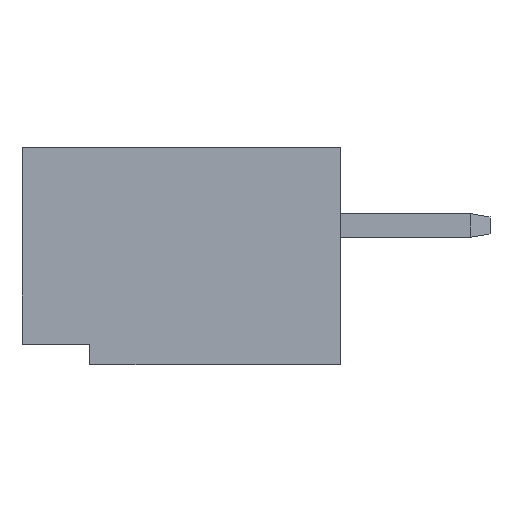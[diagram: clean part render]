
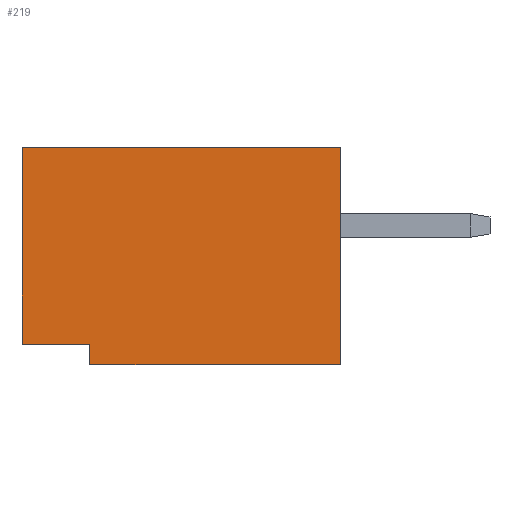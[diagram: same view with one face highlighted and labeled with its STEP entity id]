
A CAD part, left-side view. The second image highlights one B-rep face of the part: STEP entity #219.
In plain terms, the highlighted planar face has unit normal (-1, 0, 0).
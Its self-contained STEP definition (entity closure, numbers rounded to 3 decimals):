
#171 = DIRECTION ( 'NONE',  ( 1., 0., 0. ) ) ;
#219 = ADVANCED_FACE ( 'NONE', ( #4518 ), #2346, .F. ) ;
#242 = CARTESIAN_POINT ( 'NONE',  ( -3.375, 0., -2.05 ) ) ;
#268 = DIRECTION ( 'NONE',  ( 0., 0., 1. ) ) ;
#296 = EDGE_CURVE ( 'NONE', #5483, #870, #3121, .T. ) ;
#384 = EDGE_CURVE ( 'NONE', #2952, #4311, #3758, .T. ) ;
#870 = VERTEX_POINT ( 'NONE', #3445 ) ;
#885 = CARTESIAN_POINT ( 'NONE',  ( -3.375, 4.7, -1.75 ) ) ;
#1041 = AXIS2_PLACEMENT_3D ( 'NONE', #4077, #171, #1919 ) ;
#1312 = DIRECTION ( 'NONE',  ( 0., 1., 0. ) ) ;
#1364 = CARTESIAN_POINT ( 'NONE',  ( -3.375, 4.7, 1.15 ) ) ;
#1390 = ORIENTED_EDGE ( 'NONE', *, *, #2613, .T. ) ;
#1478 = DIRECTION ( 'NONE',  ( 0., 0., 1. ) ) ;
#1553 = ORIENTED_EDGE ( 'NONE', *, *, #384, .T. ) ;
#1763 = CARTESIAN_POINT ( 'NONE',  ( -3.375, 4.7, -1.75 ) ) ;
#1919 = DIRECTION ( 'NONE',  ( 0., 0., -1. ) ) ;
#1935 = VECTOR ( 'NONE', #1312, 1000. ) ;
#2047 = CARTESIAN_POINT ( 'NONE',  ( -3.375, 0., -2.05 ) ) ;
#2226 = ORIENTED_EDGE ( 'NONE', *, *, #296, .F. ) ;
#2346 = PLANE ( 'NONE',  #1041 ) ;
#2613 = EDGE_CURVE ( 'NONE', #4311, #3503, #5082, .T. ) ;
#2616 = EDGE_CURVE ( 'NONE', #3503, #4040, #5480, .T. ) ;
#2952 = VERTEX_POINT ( 'NONE', #4171 ) ;
#3121 = LINE ( 'NONE', #3984, #5146 ) ;
#3169 = DIRECTION ( 'NONE',  ( 0., -1., 0. ) ) ;
#3253 = CARTESIAN_POINT ( 'NONE',  ( -3.375, 3.7, -2.05 ) ) ;
#3259 = DIRECTION ( 'NONE',  ( 0., 0., -1. ) ) ;
#3309 = CARTESIAN_POINT ( 'NONE',  ( -3.375, 4.7, -2.05 ) ) ;
#3414 = VECTOR ( 'NONE', #4147, 1000. ) ;
#3438 = LINE ( 'NONE', #885, #1935 ) ;
#3445 = CARTESIAN_POINT ( 'NONE',  ( -3.375, 4.7, 1.15 ) ) ;
#3503 = VERTEX_POINT ( 'NONE', #2047 ) ;
#3513 = EDGE_LOOP ( 'NONE', ( #2226, #3988, #1553, #1390, #4309, #5343 ) ) ;
#3758 = LINE ( 'NONE', #5514, #4340 ) ;
#3841 = CARTESIAN_POINT ( 'NONE',  ( -3.375, 0., 1.15 ) ) ;
#3984 = CARTESIAN_POINT ( 'NONE',  ( -3.375, 4.7, -2.05 ) ) ;
#3988 = ORIENTED_EDGE ( 'NONE', *, *, #5129, .F. ) ;
#4040 = VERTEX_POINT ( 'NONE', #3841 ) ;
#4077 = CARTESIAN_POINT ( 'NONE',  ( -3.375, 4.7, -2.05 ) ) ;
#4147 = DIRECTION ( 'NONE',  ( 0., -1., 0. ) ) ;
#4171 = CARTESIAN_POINT ( 'NONE',  ( -3.375, 3.7, -1.75 ) ) ;
#4309 = ORIENTED_EDGE ( 'NONE', *, *, #2616, .T. ) ;
#4311 = VERTEX_POINT ( 'NONE', #3253 ) ;
#4340 = VECTOR ( 'NONE', #3259, 1000. ) ;
#4518 = FACE_OUTER_BOUND ( 'NONE', #3513, .T. ) ;
#4678 = VECTOR ( 'NONE', #3169, 1000. ) ;
#4694 = VECTOR ( 'NONE', #268, 1000. ) ;
#4909 = LINE ( 'NONE', #1364, #4678 ) ;
#5082 = LINE ( 'NONE', #3309, #3414 ) ;
#5129 = EDGE_CURVE ( 'NONE', #2952, #5483, #3438, .T. ) ;
#5146 = VECTOR ( 'NONE', #1478, 1000. ) ;
#5343 = ORIENTED_EDGE ( 'NONE', *, *, #5624, .F. ) ;
#5480 = LINE ( 'NONE', #242, #4694 ) ;
#5483 = VERTEX_POINT ( 'NONE', #1763 ) ;
#5514 = CARTESIAN_POINT ( 'NONE',  ( -3.375, 3.7, 5.074 ) ) ;
#5624 = EDGE_CURVE ( 'NONE', #870, #4040, #4909, .T. ) ;
